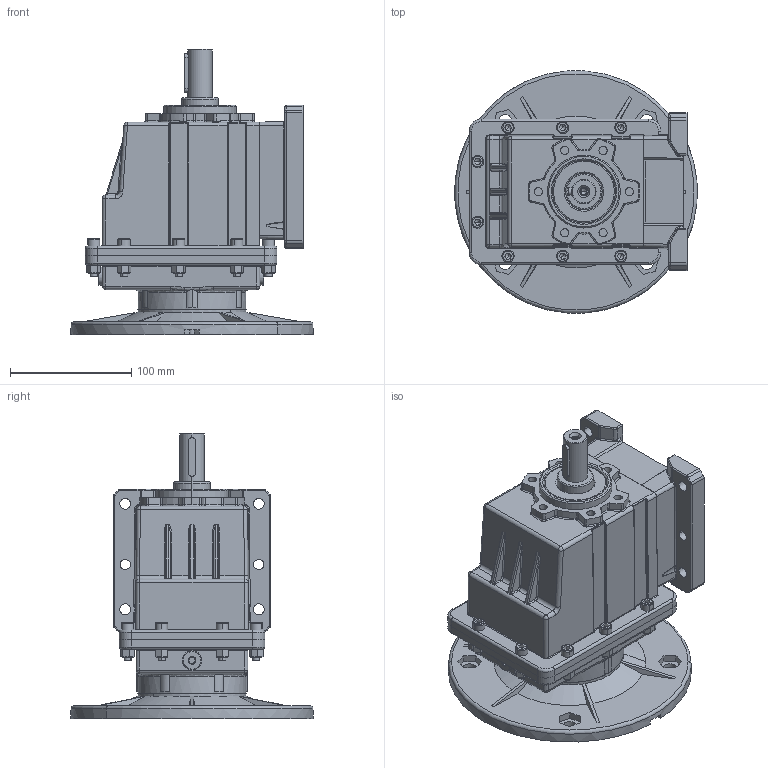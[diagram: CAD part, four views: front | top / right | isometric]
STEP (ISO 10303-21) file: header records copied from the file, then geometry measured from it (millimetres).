
FILE_DESCRIPTION (( 'STEP AP203' ), '1' );
FILE_NAME ('RC01-80B5+B01.STEP', '2022-02-18T09:10:20', ( '' ), ( '' ), 'SwSTEP 2.0', 'SolidWorks 2016', '' );
FILE_SCHEMA (( 'CONFIG_CONTROL_DESIGN' ));
Length unit declared in the file: millimetre
Products named in the file (1): RC01-80B5+B01
Bounding box: 199.88 x 199.96 x 235 mm (x, y, z)
Volume: 1151867.9 mm3; surface area: 452476.9 mm2
Topology: 37 solids, 37 shells, 3193 faces, 7823 edges, 4715 vertices
Faces by surface type: cylinder 1252, plane 1052, torus 348, bspline 228, cone 194, sphere 119
Entity records: 103347 total; most frequent: CARTESIAN_POINT 28764, DIRECTION 16326, ORIENTED_EDGE 15328, EDGE_CURVE 7664, AXIS2_PLACEMENT_3D 6485, VERTEX_POINT 4709, CIRCLE 3519, EDGE_LOOP 3475
